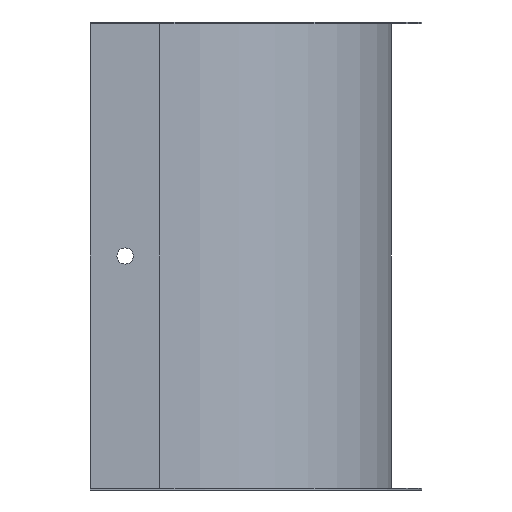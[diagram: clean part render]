
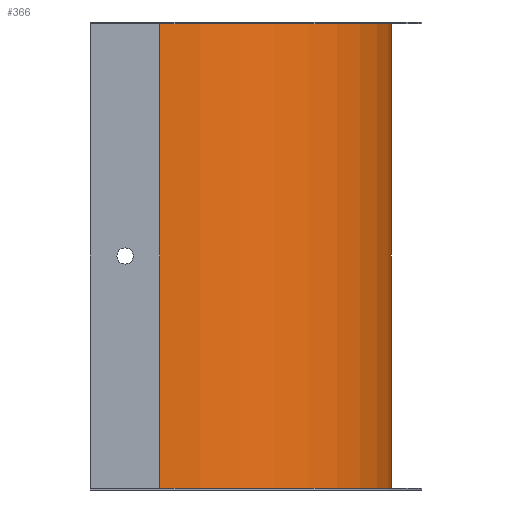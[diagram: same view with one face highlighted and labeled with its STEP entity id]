
A CAD part, front view. The second image highlights one B-rep face of the part: STEP entity #366.
In plain terms, the highlighted cylindrical face has radius 99.8 mm (diameter 199.6 mm), a partial arc.
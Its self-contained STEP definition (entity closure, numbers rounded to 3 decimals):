
#10 = CARTESIAN_POINT ( 'NONE',  ( 129.8, 99., -201.2 ) ) ;
#21 = DIRECTION ( 'NONE',  ( 1., 0., 0. ) ) ;
#22 = DIRECTION ( 'NONE',  ( 0., 0., -1. ) ) ;
#23 = CARTESIAN_POINT ( 'NONE',  ( 30., 99., 0. ) ) ;
#26 = DIRECTION ( 'NONE',  ( -1., 0., 0. ) ) ;
#27 = DIRECTION ( 'NONE',  ( 0., 0., -1. ) ) ;
#28 = CARTESIAN_POINT ( 'NONE',  ( 30., 99., -200.4 ) ) ;
#29 = DIRECTION ( 'NONE',  ( 0., 0., 1. ) ) ;
#33 = CARTESIAN_POINT ( 'NONE',  ( 30., -0.8, -201.2 ) ) ;
#80 = DIRECTION ( 'NONE',  ( 0., 0., 1. ) ) ;
#100 = VECTOR ( 'NONE', #80, 1000. ) ;
#120 = LINE ( 'NONE', #10, #100 ) ;
#155 = CYLINDRICAL_SURFACE ( 'NONE', #375, 99.8 ) ;
#160 = FACE_OUTER_BOUND ( 'NONE', #343, .T. ) ;
#293 = ORIENTED_EDGE ( 'NONE', *, *, #469, .T. ) ;
#294 = ORIENTED_EDGE ( 'NONE', *, *, #470, .F. ) ;
#295 = ORIENTED_EDGE ( 'NONE', *, *, #468, .F. ) ;
#296 = ORIENTED_EDGE ( 'NONE', *, *, #451, .T. ) ;
#324 = VERTEX_POINT ( 'NONE', #668 ) ;
#336 = VERTEX_POINT ( 'NONE', #657 ) ;
#337 = VERTEX_POINT ( 'NONE', #656 ) ;
#343 = EDGE_LOOP ( 'NONE', ( #295, #296, #293, #294 ) ) ;
#345 = VERTEX_POINT ( 'NONE', #621 ) ;
#366 = ADVANCED_FACE ( 'NONE', ( #160 ), #155, .T. ) ;
#375 = AXIS2_PLACEMENT_3D ( 'NONE', #598, #599, #602 ) ;
#415 = AXIS2_PLACEMENT_3D ( 'NONE', #23, #22, #21 ) ;
#416 = AXIS2_PLACEMENT_3D ( 'NONE', #28, #27, #26 ) ;
#451 = EDGE_CURVE ( 'NONE', #336, #324, #120, .T. ) ;
#468 = EDGE_CURVE ( 'NONE', #336, #337, #535, .T. ) ;
#469 = EDGE_CURVE ( 'NONE', #324, #345, #540, .T. ) ;
#470 = EDGE_CURVE ( 'NONE', #337, #345, #539, .T. ) ;
#487 = VECTOR ( 'NONE', #29, 1000. ) ;
#535 = CIRCLE ( 'NONE', #416, 99.8 ) ;
#539 = LINE ( 'NONE', #33, #487 ) ;
#540 = CIRCLE ( 'NONE', #415, 99.8 ) ;
#598 = CARTESIAN_POINT ( 'NONE',  ( 30., 99., -201.2 ) ) ;
#599 = DIRECTION ( 'NONE',  ( 0., 0., 1. ) ) ;
#602 = DIRECTION ( 'NONE',  ( 1., 0., 0. ) ) ;
#621 = CARTESIAN_POINT ( 'NONE',  ( 30., -0.8, 0. ) ) ;
#656 = CARTESIAN_POINT ( 'NONE',  ( 30., -0.8, -200.4 ) ) ;
#657 = CARTESIAN_POINT ( 'NONE',  ( 129.8, 99., -200.4 ) ) ;
#668 = CARTESIAN_POINT ( 'NONE',  ( 129.8, 99., 0. ) ) ;
